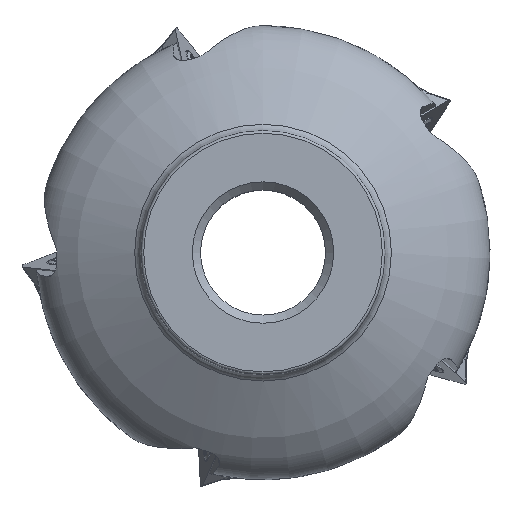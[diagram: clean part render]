
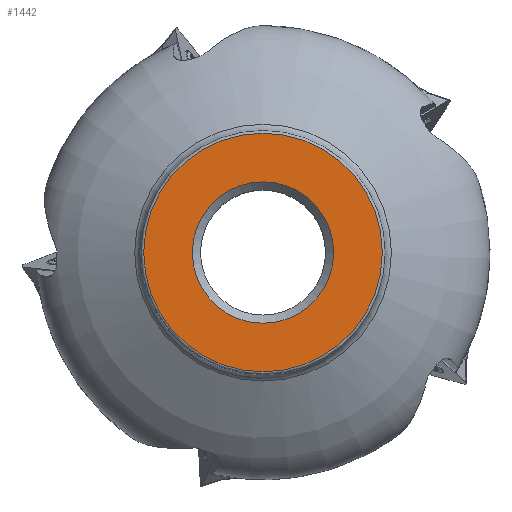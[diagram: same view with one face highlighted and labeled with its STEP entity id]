
A CAD part, top view. The second image highlights one B-rep face of the part: STEP entity #1442.
In plain terms, the highlighted planar face has unit normal (0, 0, 1).
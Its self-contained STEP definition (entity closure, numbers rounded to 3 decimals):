
#288=PLANE('',#6504);
#1442=ADVANCED_FACE('',(#2101,#2102),#288,.T.);
#2101=FACE_BOUND('',#2270,.T.);
#2102=FACE_BOUND('',#2271,.T.);
#2270=EDGE_LOOP('',(#2936));
#2271=EDGE_LOOP('',(#2937));
#2936=ORIENTED_EDGE('',*,*,#5328,.F.);
#2937=ORIENTED_EDGE('',*,*,#5329,.T.);
#4680=VERTEX_POINT('',#10320);
#4681=VERTEX_POINT('',#10322);
#5328=EDGE_CURVE('',#4680,#4680,#6050,.T.);
#5329=EDGE_CURVE('',#4681,#4681,#6051,.T.);
#6050=CIRCLE('',#6502,21.556);
#6051=CIRCLE('',#6503,36.393);
#6502=AXIS2_PLACEMENT_3D('',#10319,#7322,#7323);
#6503=AXIS2_PLACEMENT_3D('',#10321,#7324,#7325);
#6504=AXIS2_PLACEMENT_3D('',#10323,#7326,#7327);
#7322=DIRECTION('',(0.,0.,1.));
#7323=DIRECTION('',(0.,1.,0.));
#7324=DIRECTION('',(0.,0.,1.));
#7325=DIRECTION('',(0.,1.,0.));
#7326=DIRECTION('',(0.,0.,1.));
#7327=DIRECTION('',(0.,1.,0.));
#10319=CARTESIAN_POINT('',(0.,0.,0.));
#10320=CARTESIAN_POINT('',(0.,21.556,0.));
#10321=CARTESIAN_POINT('',(0.,0.,0.));
#10322=CARTESIAN_POINT('',(0.,36.393,0.));
#10323=CARTESIAN_POINT('',(0.,0.,0.));
